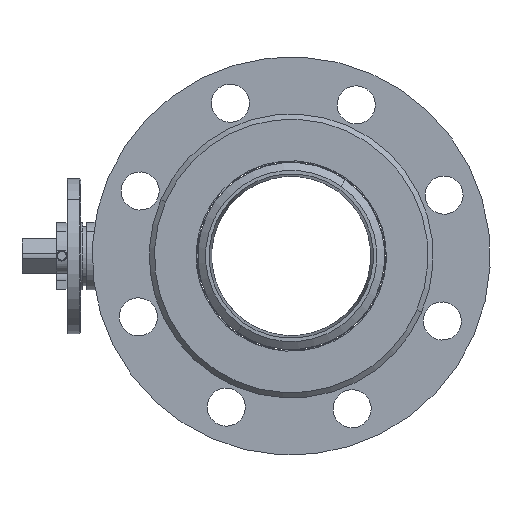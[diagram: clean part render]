
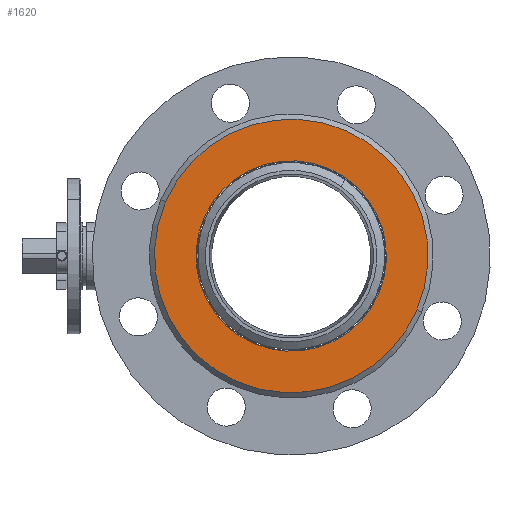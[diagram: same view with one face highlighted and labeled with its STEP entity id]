
A CAD part, left-side view. The second image highlights one B-rep face of the part: STEP entity #1620.
In plain terms, the highlighted face is planar.
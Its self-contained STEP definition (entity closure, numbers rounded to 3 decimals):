
#91 = VERTEX_POINT ( 'NONE', #3110 ) ;
#134 = CARTESIAN_POINT ( 'NONE',  ( -55., 0., 28. ) ) ;
#162 = CIRCLE ( 'NONE', #960, 79. ) ;
#180 = DIRECTION ( 'NONE',  ( 0., 0., 1. ) ) ;
#226 = AXIS2_PLACEMENT_3D ( 'NONE', #3188, #2257, #3694 ) ;
#260 = CARTESIAN_POINT ( 'NONE',  ( 0., 0., 28. ) ) ;
#289 = FACE_BOUND ( 'NONE', #3145, .T. ) ;
#321 = DIRECTION ( 'NONE',  ( 1., 0., 0. ) ) ;
#474 = ORIENTED_EDGE ( 'NONE', *, *, #2840, .F. ) ;
#590 = CARTESIAN_POINT ( 'NONE',  ( 79., 0., 28. ) ) ;
#789 = DIRECTION ( 'NONE',  ( 0., 0., 1. ) ) ;
#794 = EDGE_CURVE ( 'NONE', #2092, #91, #2783, .T. ) ;
#960 = AXIS2_PLACEMENT_3D ( 'NONE', #260, #789, #4518 ) ;
#1015 = CARTESIAN_POINT ( 'NONE',  ( 0., 0., 28. ) ) ;
#1423 = VERTEX_POINT ( 'NONE', #3424 ) ;
#1620 = ADVANCED_FACE ( 'NONE', ( #4120, #289 ), #2225, .T. ) ;
#2086 = ORIENTED_EDGE ( 'NONE', *, *, #794, .T. ) ;
#2092 = VERTEX_POINT ( 'NONE', #590 ) ;
#2225 = PLANE ( 'NONE',  #3584 ) ;
#2257 = DIRECTION ( 'NONE',  ( 0., 0., 1. ) ) ;
#2663 = EDGE_CURVE ( 'NONE', #5667, #1423, #3751, .T. ) ;
#2714 = DIRECTION ( 'NONE',  ( 1., 0., 0. ) ) ;
#2783 = CIRCLE ( 'NONE', #4159, 79. ) ;
#2793 = ORIENTED_EDGE ( 'NONE', *, *, #2663, .F. ) ;
#2840 = EDGE_CURVE ( 'NONE', #1423, #5667, #5621, .T. ) ;
#2865 = AXIS2_PLACEMENT_3D ( 'NONE', #1015, #180, #5183 ) ;
#3110 = CARTESIAN_POINT ( 'NONE',  ( -79., 0., 28. ) ) ;
#3145 = EDGE_LOOP ( 'NONE', ( #2793, #474 ) ) ;
#3188 = CARTESIAN_POINT ( 'NONE',  ( 0., 0., 28. ) ) ;
#3424 = CARTESIAN_POINT ( 'NONE',  ( 55., 0., 28. ) ) ;
#3584 = AXIS2_PLACEMENT_3D ( 'NONE', #3623, #5502, #2714 ) ;
#3623 = CARTESIAN_POINT ( 'NONE',  ( 0., 0., 28. ) ) ;
#3663 = CARTESIAN_POINT ( 'NONE',  ( 0., 0., 28. ) ) ;
#3694 = DIRECTION ( 'NONE',  ( 1., 0., 0. ) ) ;
#3751 = CIRCLE ( 'NONE', #226, 55. ) ;
#4120 = FACE_OUTER_BOUND ( 'NONE', #4616, .T. ) ;
#4159 = AXIS2_PLACEMENT_3D ( 'NONE', #3663, #5006, #321 ) ;
#4518 = DIRECTION ( 'NONE',  ( 1., 0., 0. ) ) ;
#4601 = ORIENTED_EDGE ( 'NONE', *, *, #5819, .T. ) ;
#4616 = EDGE_LOOP ( 'NONE', ( #4601, #2086 ) ) ;
#5006 = DIRECTION ( 'NONE',  ( 0., 0., 1. ) ) ;
#5183 = DIRECTION ( 'NONE',  ( 1., 0., 0. ) ) ;
#5502 = DIRECTION ( 'NONE',  ( 0., 0., 1. ) ) ;
#5621 = CIRCLE ( 'NONE', #2865, 55. ) ;
#5667 = VERTEX_POINT ( 'NONE', #134 ) ;
#5819 = EDGE_CURVE ( 'NONE', #91, #2092, #162, .T. ) ;
